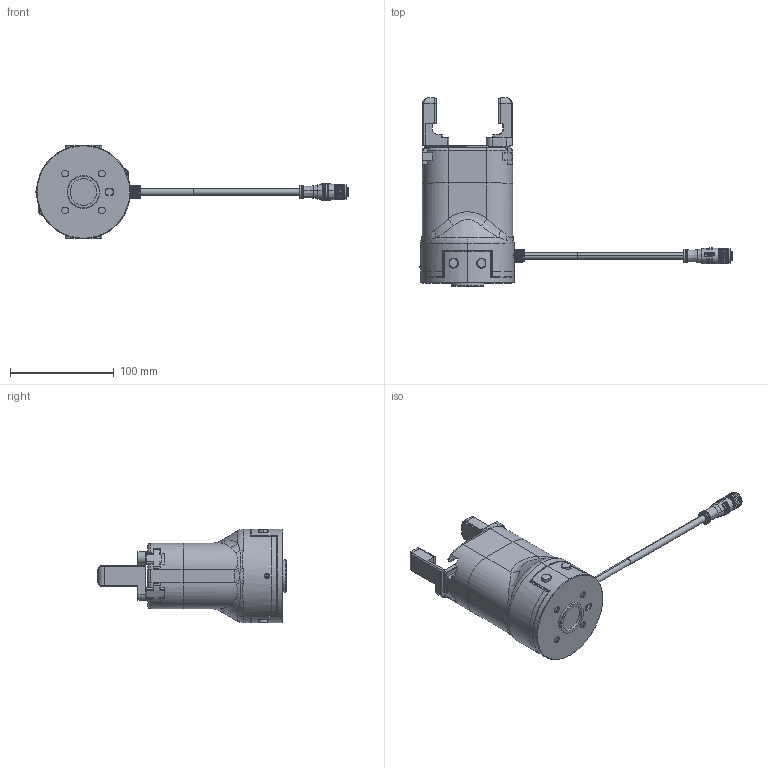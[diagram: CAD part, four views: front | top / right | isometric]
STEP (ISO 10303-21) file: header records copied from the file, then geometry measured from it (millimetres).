
FILE_DESCRIPTION (( 'STEP AP203' ), '1' );
FILE_NAME ('PGC-300-60-W-S_潠眢耀倰_V2.0_20230720.STEP', '2023-07-20T10:46:37', ( '' ), ( '' ), 'SwSTEP 2.0', 'SolidWorks 2020', '' );
FILE_SCHEMA (( 'CONFIG_CONTROL_DESIGN' ));
Length unit declared in the file: millimetre
Products named in the file (7): PGC-300-60-W-S_潠眢耀倰_V2.0_20230720; 翋极^PGC-30-60_V1_2023.02.21; GB_FASTENER_SCREWS_HSHCS M4X8-N._GB_FASTENER_SCREWS_HSHCS M4X8-N; 硌潑郪璃2^PGC-30-60_V1_2023.02.21; 硌潑郪璃1^PGC-30-60_V1_2023.02.21; 复件 复件 PGC-300齿条组件^指尖组件2_PGC-30-60_V1_2023.02.21; 复件 复件 PGC-300齿条组件^指尖组件1_PGC-30-60_V1_2023.02.21
Assembly tree (9 placements, depth 3):
  PGC-300-60-W-S_潠眢耀倰_V2.0_20230720
    翋极^PGC-30-60_V1_2023.02.21
    硌潑郪璃1^PGC-30-60_V1_2023.02.21
      复件 复件 PGC-300齿条组件^指尖组件1_PGC-30-60_V1_2023.02.21
      GB_FASTENER_SCREWS_HSHCS M4X8-N._GB_FASTENER_SCREWS_HSHCS M4X8-N  x2
    硌潑郪璃2^PGC-30-60_V1_2023.02.21
      复件 复件 PGC-300齿条组件^指尖组件2_PGC-30-60_V1_2023.02.21
      GB_FASTENER_SCREWS_HSHCS M4X8-N._GB_FASTENER_SCREWS_HSHCS M4X8-N  x2
Bounding box: 300.25 x 181 x 90 mm (x, y, z)
Volume: 46498.9 mm3; surface area: 124720.3 mm2
Topology: 10 solids, 25 shells, 1742 faces, 4312 edges, 2686 vertices
Faces by surface type: plane 731, cylinder 427, bspline 291, cone 236, torus 55, sphere 2
Full cylindrical faces by diameter (mm): 11.1 x3
Entity records: 71468 total; most frequent: CARTESIAN_POINT 33243, ORIENTED_EDGE 8416, DIRECTION 6900, EDGE_CURVE 4212, VERTEX_POINT 2644, AXIS2_PLACEMENT_3D 2510, VECTOR 1880, LINE 1880
